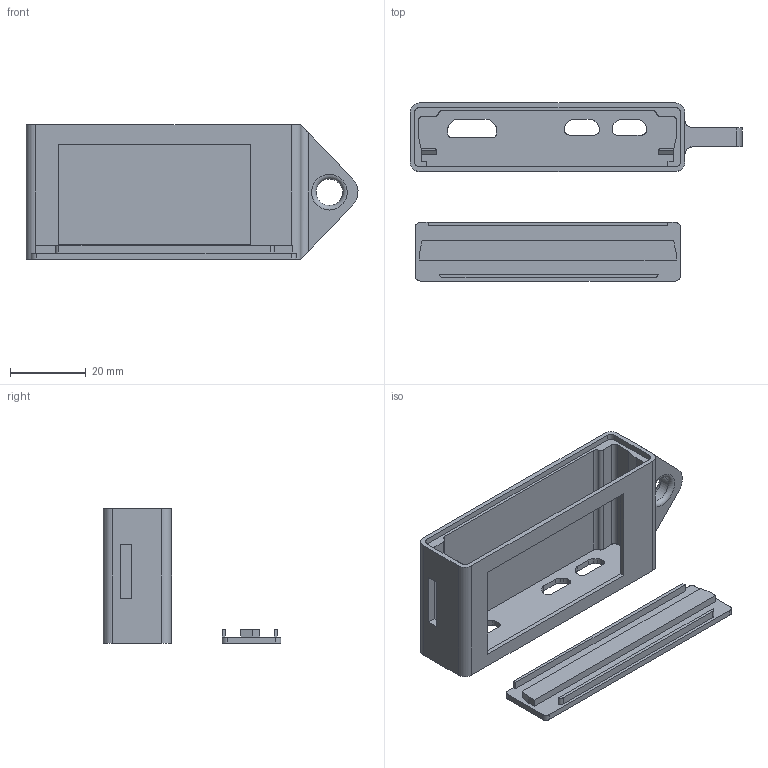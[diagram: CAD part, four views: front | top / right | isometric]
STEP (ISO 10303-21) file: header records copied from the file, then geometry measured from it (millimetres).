
FILE_DESCRIPTION(/* description */ (''),/* implementation_level */ '2;1');
FILE_NAME(/* name */ 'pwnagotchi-inky-loop.step',/* time_stamp */ '2019-11-05T16:58:06+07:00',/* author */ (''),/* organization */ (''),/* preprocessor_version */ 'ST-DEVELOPER v18',/* originating_system */ 'Autodesk Translation Framework v8.9.1.1155',/* authorisation */ '');
FILE_SCHEMA (('AUTOMOTIVE_DESIGN { 1 0 10303 214 3 1 1 }'));
Length unit declared in the file: millimetre
Products named in the file (3): Pwnagotchi Mk. 2; Case Inky; Lid
Assembly tree (2 placements, depth 2):
  Pwnagotchi Mk. 2
    Case Inky
    Lid
Bounding box: 87.53 x 46.88 x 35.34 mm (x, y, z)
Volume: 14838.9 mm3; surface area: 16167.9 mm2
Topology: 3 solids, 3 shells, 144 faces, 412 edges, 276 vertices
Faces by surface type: plane 94, cylinder 48, torus 2
Full cylindrical faces by diameter (mm): 7 x1
Entity records: 4835 total; most frequent: CARTESIAN_POINT 837, ORIENTED_EDGE 824, DIRECTION 822, EDGE_CURVE 412, LINE 300, VECTOR 300, VERTEX_POINT 276, AXIS2_PLACEMENT_3D 261
